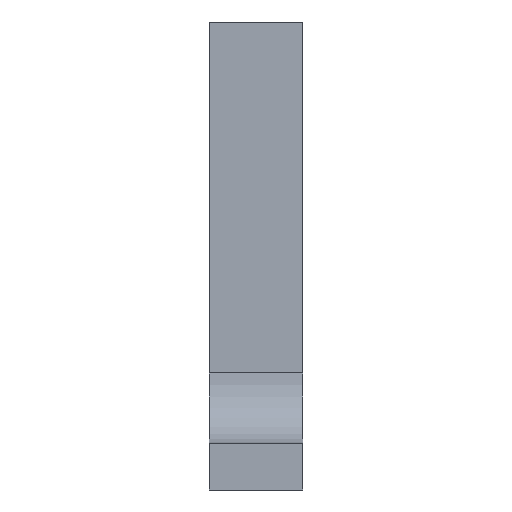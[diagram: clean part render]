
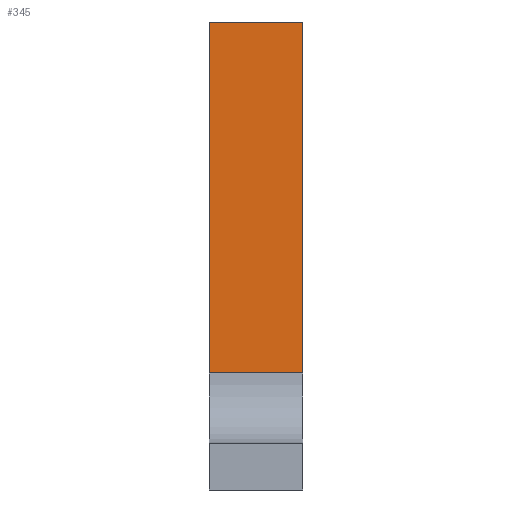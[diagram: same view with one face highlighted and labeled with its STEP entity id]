
A CAD part, front view. The second image highlights one B-rep face of the part: STEP entity #345.
In plain terms, the highlighted planar face has unit normal (0, -1, 0).
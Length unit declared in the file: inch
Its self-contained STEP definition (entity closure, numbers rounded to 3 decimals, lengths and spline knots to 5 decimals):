
#22=PLANE('',#393);
#39=FACE_OUTER_BOUND('',#56,.T.);
#56=EDGE_LOOP('',(#263,#264,#265,#266));
#78=LINE('',#533,#115);
#83=LINE('',#545,#120);
#84=LINE('',#547,#121);
#85=LINE('',#548,#122);
#115=VECTOR('',#441,0.3937);
#120=VECTOR('',#450,0.3937);
#121=VECTOR('',#451,0.3937);
#122=VECTOR('',#452,0.3937);
#168=VERTEX_POINT('',#526);
#171=VERTEX_POINT('',#531);
#176=VERTEX_POINT('',#544);
#177=VERTEX_POINT('',#546);
#207=EDGE_CURVE('',#171,#168,#78,.T.);
#212=EDGE_CURVE('',#176,#171,#83,.T.);
#213=EDGE_CURVE('',#177,#176,#84,.T.);
#214=EDGE_CURVE('',#177,#168,#85,.T.);
#263=ORIENTED_EDGE('',*,*,#207,.F.);
#264=ORIENTED_EDGE('',*,*,#212,.F.);
#265=ORIENTED_EDGE('',*,*,#213,.F.);
#266=ORIENTED_EDGE('',*,*,#214,.T.);
#345=ADVANCED_FACE('',(#39),#22,.T.);
#393=AXIS2_PLACEMENT_3D('',#543,#448,#449);
#441=DIRECTION('',(-1.,0.,0.));
#448=DIRECTION('center_axis',(0.,-1.,0.));
#449=DIRECTION('ref_axis',(0.,0.,-1.));
#450=DIRECTION('',(0.,0.,-1.));
#451=DIRECTION('',(1.,0.,0.));
#452=DIRECTION('',(0.,0.,-1.));
#526=CARTESIAN_POINT('',(0.,-0.1875,-0.625));
#531=CARTESIAN_POINT('',(0.5,-0.1875,-0.625));
#533=CARTESIAN_POINT('',(0.,-0.1875,-0.625));
#543=CARTESIAN_POINT('Origin',(0.,-0.1875,1.25));
#544=CARTESIAN_POINT('',(0.5,-0.1875,1.25));
#545=CARTESIAN_POINT('',(0.5,-0.1875,1.25));
#546=CARTESIAN_POINT('',(0.,-0.1875,1.25));
#547=CARTESIAN_POINT('',(0.,-0.1875,1.25));
#548=CARTESIAN_POINT('',(0.,-0.1875,1.25));
